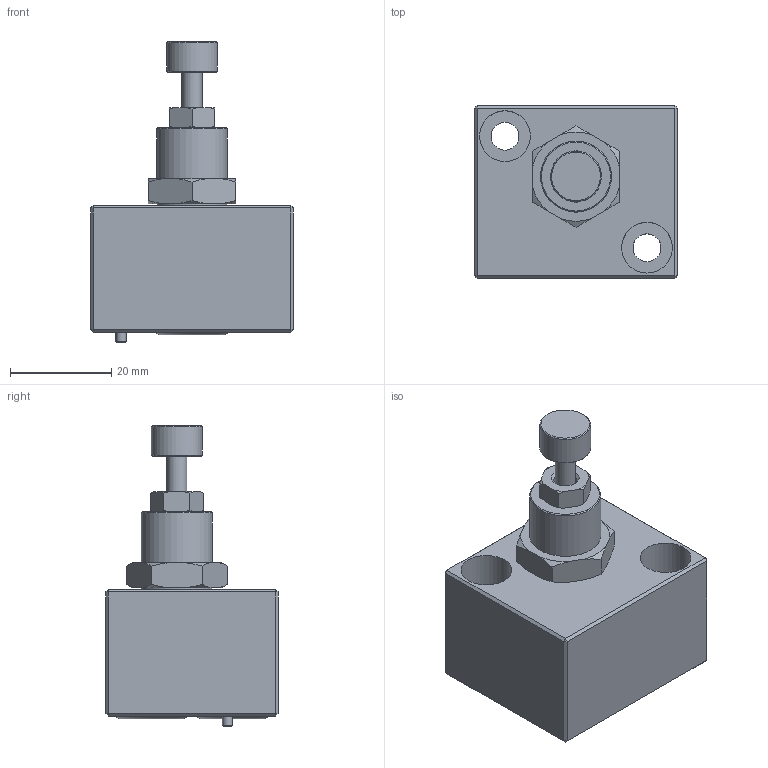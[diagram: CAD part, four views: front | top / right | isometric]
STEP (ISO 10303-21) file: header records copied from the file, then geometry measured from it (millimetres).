
FILE_DESCRIPTION((''),'2;1');
FILE_NAME('LT1X00Z2800.stp','2017-08-29T13:10:46',('wxie'),(''),'Autodesk Inventor 2013','Autodesk Inventor 2013','');
FILE_SCHEMA(('AUTOMOTIVE_DESIGN { 1 0 10303 214 1 1 1 1 }'));
Length unit declared in the file: millimetre
Products named in the file (1): LT1X00Z2800
Bounding box: 40 x 34 x 59.3 mm (x, y, z)
Volume: 34245.6 mm3; surface area: 10503.9 mm2
Topology: 3 solids, 3 shells, 158 faces, 365 edges, 233 vertices
Faces by surface type: plane 84, cone 32, cylinder 26, bspline 12, torus 4
Full cylindrical faces by diameter (mm): 2 x1, 3 x1, 4 x1, 4.134 x1, 4.459 x1, 4.5 x1, 5 x1, 5.3 x1, 5.5 x2, 8 x1, 10 x3, 10.5 x1, 14 x2, 14.4 x5
Entity records: 4414 total; most frequent: CARTESIAN_POINT 953, ORIENTED_EDGE 640, DIRECTION 630, EDGE_CURVE 320, AXIS2_PLACEMENT_3D 235, VERTEX_POINT 222, EDGE_LOOP 220, VECTOR 160
